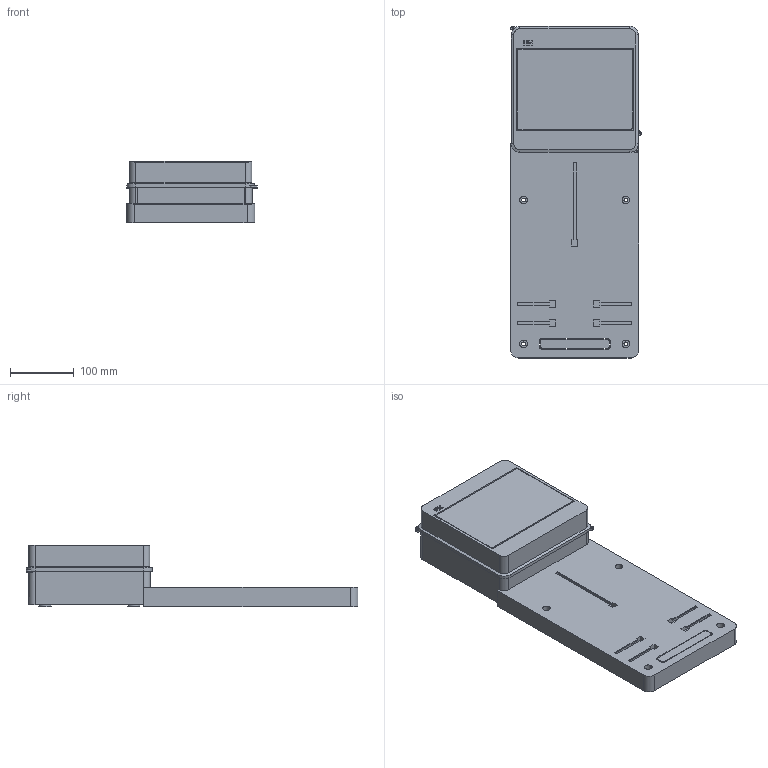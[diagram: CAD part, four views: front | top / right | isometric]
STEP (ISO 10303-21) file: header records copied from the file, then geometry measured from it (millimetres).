
FILE_DESCRIPTION (( 'STEP AP214' ), '1' );
FILE_NAME ('MPP10-3 Ïàíåëü äëÿ óñò.ñ÷åò÷èêà ÏÓ3_2-8 3-ôàçí..STEP', '2016-12-26T12:23:17', ( '' ), ( '' ), 'SwSTEP 2.0', 'SolidWorks 2014', '' );
FILE_SCHEMA (( 'AUTOMOTIVE_DESIGN' ));
Length unit declared in the file: millimetre
Products named in the file (1): MPP10-3 Ïàíåëü äëÿ óñò.ñ÷åò÷èêà ÏÓ3_2-8 3-ôàçí.
Bounding box: 204.05 x 519.04 x 95.4 mm (x, y, z)
Volume: 589655.2 mm3; surface area: 550629.1 mm2
Topology: 3 solids, 3 shells, 438 faces, 1150 edges, 760 vertices
Faces by surface type: plane 313, cylinder 121, cone 4
Entity records: 13550 total; most frequent: CARTESIAN_POINT 2349, ORIENTED_EDGE 2300, DIRECTION 2276, EDGE_CURVE 1150, LINE 902, VECTOR 902, VERTEX_POINT 760, AXIS2_PLACEMENT_3D 687
